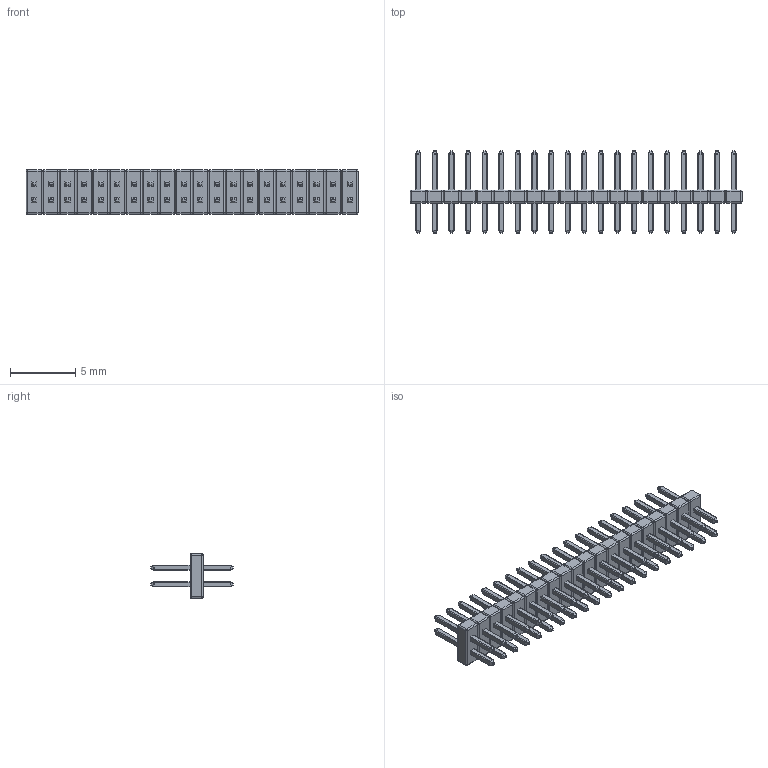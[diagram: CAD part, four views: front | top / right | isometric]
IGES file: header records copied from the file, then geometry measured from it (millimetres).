
Start section: SolidWorks IGES file using analytic representation for surfaces
Global section: file name: M50-3502042.IGS; native system: SolidWorks 2014; preprocessor: SolidWorks 2014; author: susan_ahlfs; date: 180110.150347; units: millimetre
Bounding box: 25.4 x 6.3 x 3.4 mm (x, y, z)
Surface area: 644.8 mm2 (no closed solid volume)
Topology: 0 solids, 0 shells, 3160 faces, 14560 edges, 14080 vertices
Faces by surface type: revolution 2320, bspline 840
